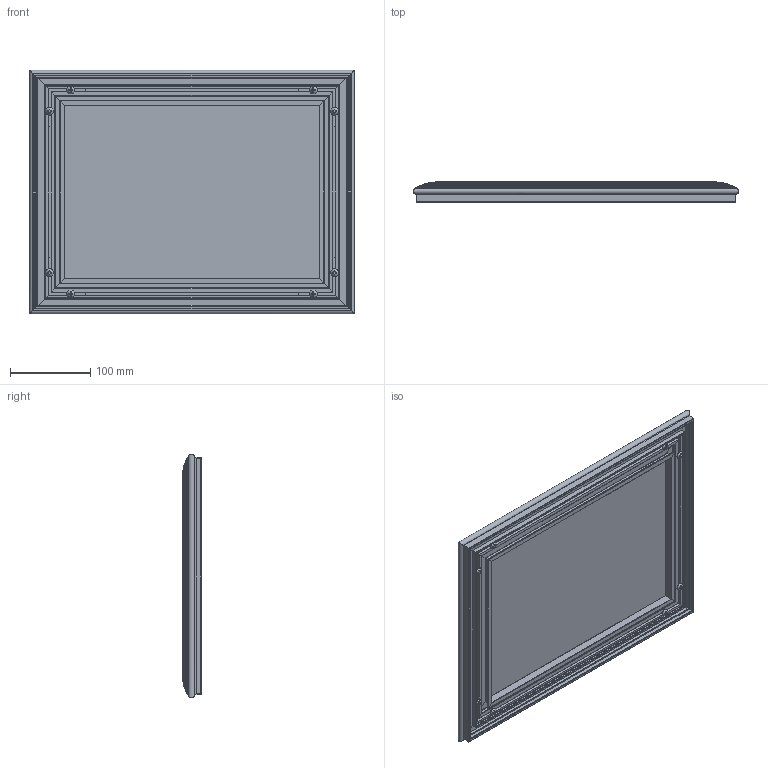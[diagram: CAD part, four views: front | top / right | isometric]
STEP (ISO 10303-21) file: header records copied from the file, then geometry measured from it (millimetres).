
FILE_DESCRIPTION (( 'STEP AP203' ), '1' );
FILE_NAME ('SCE-AW1208SG.step', '2021-02-09T22:08:57', ( 'ADC123' ), ( 'Microsoft' ), 'SwSTEP 2.0', 'SolidWorks 2019', '' );
FILE_SCHEMA (( 'CONFIG_CONTROL_DESIGN' ));
Length unit declared in the file: inch
Products named in the file (1): SCE-AW1208SG
Bounding box: 405.79 x 24.9 x 304.19 mm (x, y, z)
Volume: 905075.4 mm3; surface area: 614072.7 mm2
Topology: 25 solids, 25 shells, 1202 faces, 3408 edges, 2272 vertices
Faces by surface type: plane 454, bspline 384, cylinder 308, cone 56
Full cylindrical faces by diameter (mm): 3.759 x8
Entity records: 63903 total; most frequent: CARTESIAN_POINT 36939, ORIENTED_EDGE 6784, DIRECTION 3806, EDGE_CURVE 3392, VERTEX_POINT 2272, VECTOR 1688, LINE 1688, EDGE_LOOP 1258
